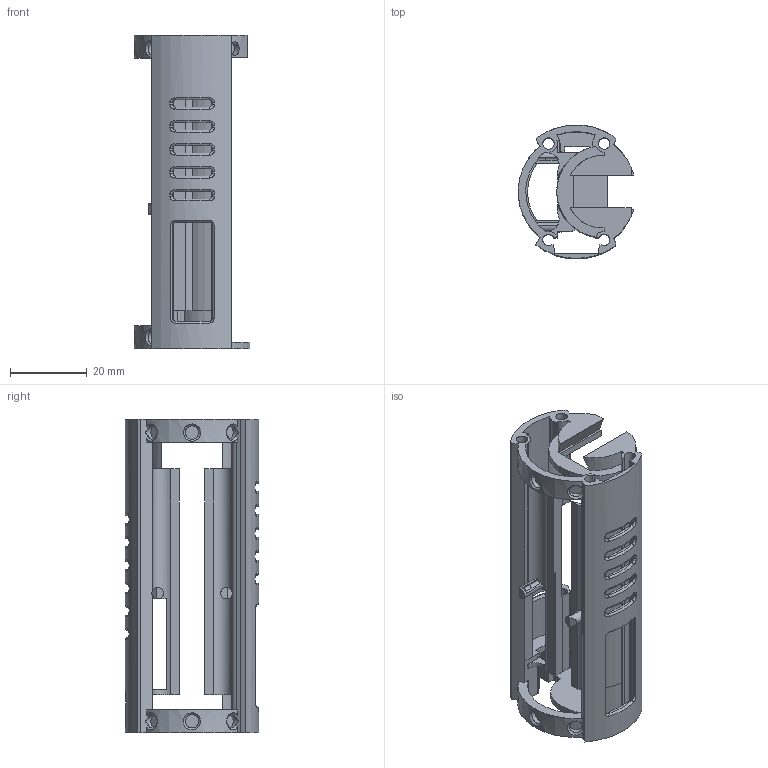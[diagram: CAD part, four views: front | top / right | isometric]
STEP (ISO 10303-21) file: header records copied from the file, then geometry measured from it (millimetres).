
FILE_DESCRIPTION(/* description */ (''),/* implementation_level */ '2;1');
FILE_NAME(/* name */ 'Secura-CH-EXP-21700-Chassis.step',/* time_stamp */ '2025-04-13T15:26:53-04:00',/* author */ (''),/* organization */ (''),/* preprocessor_version */ 'ST-DEVELOPER v20.1',/* originating_system */ 'Autodesk Translation Framework v14.4.0.0',/* authorisation */ '');
FILE_SCHEMA (('AUTOMOTIVE_DESIGN { 1 0 10303 214 3 1 1 }'));
Length unit declared in the file: millimetre
Products named in the file (1): Secura-CH-R1
Bounding box: 30.24 x 34.9 x 82 mm (x, y, z)
Volume: 10677.1 mm3; surface area: 17229.5 mm2
Topology: 1 solids, 1 shells, 434 faces, 1249 edges, 800 vertices
Faces by surface type: plane 179, cylinder 167, bspline 62, torus 24, cone 2
Full cylindrical faces by diameter (mm): 3 x5, 3.5 x8
Entity records: 18342 total; most frequent: CARTESIAN_POINT 7137, ORIENTED_EDGE 2498, DIRECTION 2172, EDGE_CURVE 1249, VERTEX_POINT 800, AXIS2_PLACEMENT_3D 780, LINE 612, VECTOR 612
